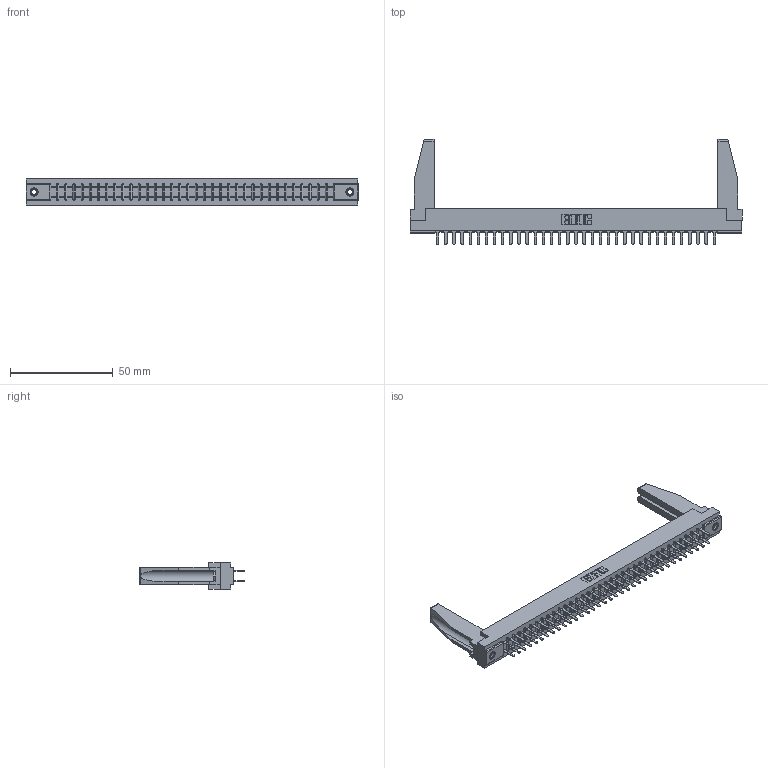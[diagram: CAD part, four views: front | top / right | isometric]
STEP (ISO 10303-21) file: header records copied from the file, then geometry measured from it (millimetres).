
FILE_DESCRIPTION (( 'STEP AP203' ), '1' );
FILE_NAME ('307-070-420-278.STEP', '2020-09-30T23:49:06', ( '' ), ( '' ), 'SwSTEP 2.0', 'SolidWorks 2020', '' );
FILE_SCHEMA (( 'CONFIG_CONTROL_DESIGN' ));
Length unit declared in the file: inch
Products named in the file (5): 307-290-001_520; 307-070-420-278; 307 Part_.156 Dia Mounting Holes; 345-250-001_345-250-001-102; 307-220-078
Assembly tree (75 placements, depth 2):
  307-070-420-278
    307 Part_.156 Dia Mounting Holes
    307-290-001_520  x70
    307-220-078  x2
    345-250-001_345-250-001-102  x2
Bounding box: 161.7 x 51.13 x 12.7 mm (x, y, z)
Volume: 21189.5 mm3; surface area: 24838.3 mm2
Topology: 75 solids, 75 shells, 3504 faces, 9753 edges, 6302 vertices
Faces by surface type: plane 2324, cylinder 1092, sphere 72, cone 12, torus 4
Entity records: 34395 total; most frequent: CARTESIAN_POINT 5637, ORIENTED_EDGE 5544, DIRECTION 5478, EDGE_CURVE 2772, LINE 2128, VECTOR 2128, VERTEX_POINT 1792, AXIS2_PLACEMENT_3D 1675
